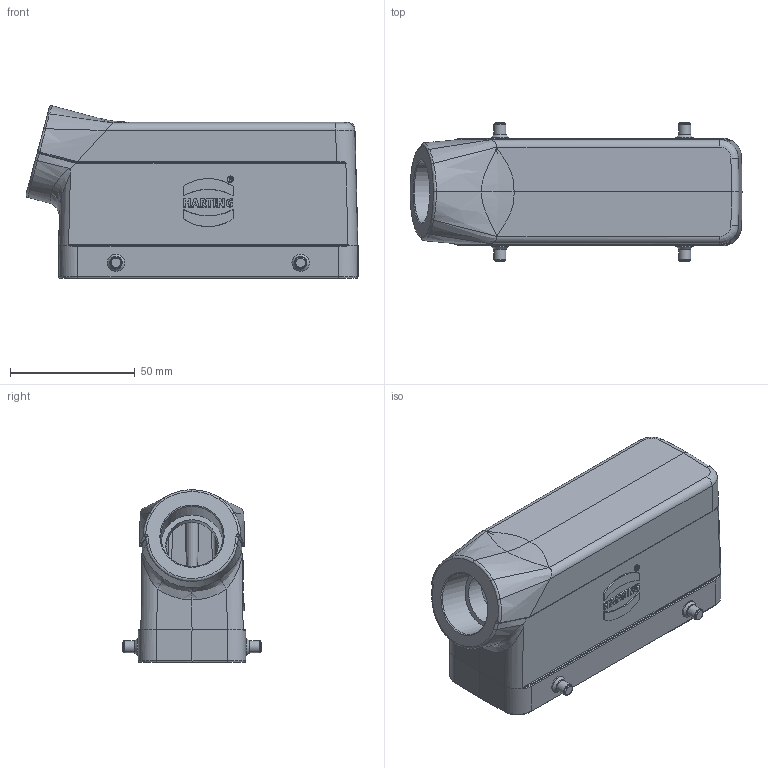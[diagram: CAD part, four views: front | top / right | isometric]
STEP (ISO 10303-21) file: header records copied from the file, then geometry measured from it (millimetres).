
FILE_DESCRIPTION(/* description */ (''),/* implementation_level */ '2;1');
FILE_NAME(/* name */ '100208200ugm000_c.stp',/* time_stamp */ '2017-10-30T09:09:04+01:00',/* author */ (''),/* organization */ (''),/* preprocessor_version */ 'ST-DEVELOPER v16',/* originating_system */ 'SIEMENS PLM Software NX 10.0',/* authorisation */ '');
FILE_SCHEMA (('AUTOMOTIVE_DESIGN { 1 0 10303 214 3 1 1 1 }'));
Length unit declared in the file: millimetre
Products named in the file (1): 100208200ugm000_c
Bounding box: 133.06 x 55.6 x 69.11 mm (x, y, z)
Volume: 88353.6 mm3; surface area: 48284.5 mm2
Topology: 1 solids, 1 shells, 392 faces, 1451 edges, 1586 vertices
Faces by surface type: plane 148, bspline 114, cylinder 97, torus 18, cone 15
Full cylindrical faces by diameter (mm): 3 x4, 4 x4, 4.8 x4, 7 x4, 21 x1, 25 x1
Entity records: 20110 total; most frequent: CARTESIAN_POINT 7853, ORIENTED_EDGE 1756, DIRECTION 1672, EDGE_CURVE 878, PRESENTATION_STYLE_ASSIGNMENT 658, LINE 568, VECTOR 568, VERTEX_POINT 562
